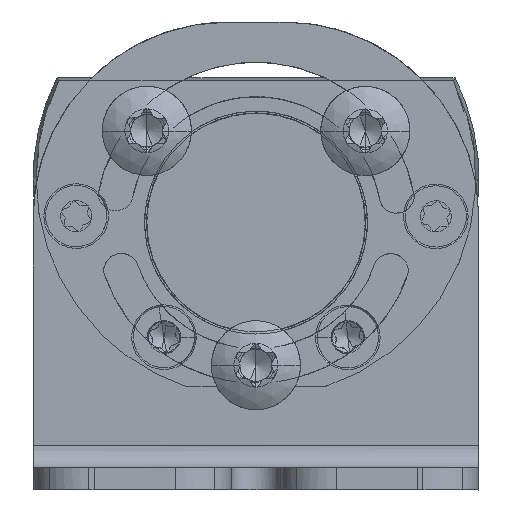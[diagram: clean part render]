
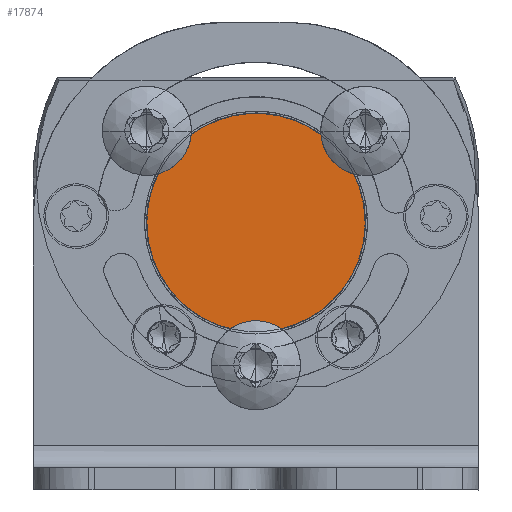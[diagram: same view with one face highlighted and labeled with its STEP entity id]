
A CAD part, front view. The second image highlights one B-rep face of the part: STEP entity #17874.
In plain terms, the highlighted planar face has unit normal (0, -1, 0).
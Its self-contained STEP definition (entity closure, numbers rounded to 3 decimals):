
#17812=AXIS2_PLACEMENT_3D('Plane Axis2P3D',#17809,#17810,#17811) ;
#17809=CARTESIAN_POINT('Axis2P3D Location',(20.002,23.323,24.)) ;
#17815=CARTESIAN_POINT('Control Point',(10.205,23.323,24.009)) ;
#17816=CARTESIAN_POINT('Control Point',(10.204,23.323,23.088)) ;
#17817=CARTESIAN_POINT('Control Point',(10.311,23.323,22.168)) ;
#17818=CARTESIAN_POINT('Control Point',(10.526,23.323,21.265)) ;
#17819=CARTESIAN_POINT('Control Point',(11.165,23.323,19.526)) ;
#17820=CARTESIAN_POINT('Control Point',(12.189,23.323,17.982)) ;
#17821=CARTESIAN_POINT('Control Point',(12.79,23.323,17.273)) ;
#17822=CARTESIAN_POINT('Control Point',(14.146,23.323,16.011)) ;
#17823=CARTESIAN_POINT('Control Point',(15.758,23.323,15.097)) ;
#17824=CARTESIAN_POINT('Control Point',(16.614,23.323,14.738)) ;
#17825=CARTESIAN_POINT('Control Point',(18.394,23.323,14.226)) ;
#17826=CARTESIAN_POINT('Control Point',(20.245,23.323,14.14)) ;
#17827=CARTESIAN_POINT('Control Point',(21.171,23.323,14.207)) ;
#17828=CARTESIAN_POINT('Control Point',(22.991,23.323,14.556)) ;
#17829=CARTESIAN_POINT('Control Point',(24.68,23.323,15.317)) ;
#17830=CARTESIAN_POINT('Control Point',(25.476,23.323,15.795)) ;
#17831=CARTESIAN_POINT('Control Point',(26.941,23.323,16.93)) ;
#17832=CARTESIAN_POINT('Control Point',(28.103,23.323,18.373)) ;
#17833=CARTESIAN_POINT('Control Point',(28.596,23.323,19.16)) ;
#17834=CARTESIAN_POINT('Control Point',(29.266,23.323,20.576)) ;
#17835=CARTESIAN_POINT('Control Point',(29.644,23.323,22.09)) ;
#17836=CARTESIAN_POINT('Control Point',(29.747,23.323,22.72)) ;
#17837=CARTESIAN_POINT('Control Point',(29.8,23.323,23.356)) ;
#17838=CARTESIAN_POINT('Control Point',(29.8,23.323,23.991)) ;
#17839=CARTESIAN_POINT('Vertex',(10.205,23.323,24.009)) ;
#17841=CARTESIAN_POINT('Vertex',(29.8,23.323,23.991)) ;
#17845=CARTESIAN_POINT('Control Point',(29.8,23.323,23.991)) ;
#17846=CARTESIAN_POINT('Control Point',(29.801,23.323,24.912)) ;
#17847=CARTESIAN_POINT('Control Point',(29.694,23.323,25.832)) ;
#17848=CARTESIAN_POINT('Control Point',(29.478,23.323,26.735)) ;
#17849=CARTESIAN_POINT('Control Point',(28.84,23.323,28.474)) ;
#17850=CARTESIAN_POINT('Control Point',(27.816,23.323,30.018)) ;
#17851=CARTESIAN_POINT('Control Point',(27.215,23.323,30.727)) ;
#17852=CARTESIAN_POINT('Control Point',(25.859,23.323,31.989)) ;
#17853=CARTESIAN_POINT('Control Point',(24.247,23.323,32.903)) ;
#17854=CARTESIAN_POINT('Control Point',(23.391,23.323,33.262)) ;
#17855=CARTESIAN_POINT('Control Point',(21.611,23.323,33.774)) ;
#17856=CARTESIAN_POINT('Control Point',(19.76,23.323,33.86)) ;
#17857=CARTESIAN_POINT('Control Point',(18.834,23.323,33.793)) ;
#17858=CARTESIAN_POINT('Control Point',(17.014,23.323,33.444)) ;
#17859=CARTESIAN_POINT('Control Point',(15.325,23.323,32.683)) ;
#17860=CARTESIAN_POINT('Control Point',(14.529,23.323,32.205)) ;
#17861=CARTESIAN_POINT('Control Point',(13.064,23.323,31.07)) ;
#17862=CARTESIAN_POINT('Control Point',(11.902,23.323,29.627)) ;
#17863=CARTESIAN_POINT('Control Point',(11.409,23.323,28.84)) ;
#17864=CARTESIAN_POINT('Control Point',(10.739,23.323,27.424)) ;
#17865=CARTESIAN_POINT('Control Point',(10.361,23.323,25.91)) ;
#17866=CARTESIAN_POINT('Control Point',(10.258,23.323,25.28)) ;
#17867=CARTESIAN_POINT('Control Point',(10.205,23.323,24.644)) ;
#17868=CARTESIAN_POINT('Control Point',(10.205,23.323,24.009)) ;
#17810=DIRECTION('Axis2P3D Direction',(0.,1.,0.)) ;
#17811=DIRECTION('Axis2P3D XDirection',(1.,0.,-0.001)) ;
#17871=ORIENTED_EDGE('',*,*,#17843,.T.) ;
#17872=ORIENTED_EDGE('',*,*,#17869,.T.) ;
#17874=ADVANCED_FACE('Hauptkoerper',(#17873),#17813,.F.) ;
#17814=B_SPLINE_CURVE_WITH_KNOTS('',5,(#17815,#17816,#17817,#17818,#17819,#17820,#17821,#17822,#17823,#17824,#17825,#17826,#17827,#17828,#17829,#17830,#17831,#17832,#17833,#17834,#17835,#17836,#17837,#17838),.UNSPECIFIED.,.F.,.U.,(6,3,3,3,3,3,3,6),(0.,6.506,13.012,19.517,26.023,32.529,39.035,43.529),.UNSPECIFIED.) ;
#17844=B_SPLINE_CURVE_WITH_KNOTS('',5,(#17845,#17846,#17847,#17848,#17849,#17850,#17851,#17852,#17853,#17854,#17855,#17856,#17857,#17858,#17859,#17860,#17861,#17862,#17863,#17864,#17865,#17866,#17867,#17868),.UNSPECIFIED.,.F.,.U.,(6,3,3,3,3,3,3,6),(0.,6.506,13.012,19.517,26.023,32.529,39.035,43.529),.UNSPECIFIED.) ;
#17843=EDGE_CURVE('',#17840,#17842,#17814,.T.) ;
#17869=EDGE_CURVE('',#17842,#17840,#17844,.T.) ;
#17870=EDGE_LOOP('',(#17871,#17872)) ;
#17873=FACE_OUTER_BOUND('',#17870,.T.) ;
#17813=PLANE('',#17812) ;
#17840=VERTEX_POINT('',#17839) ;
#17842=VERTEX_POINT('',#17841) ;
